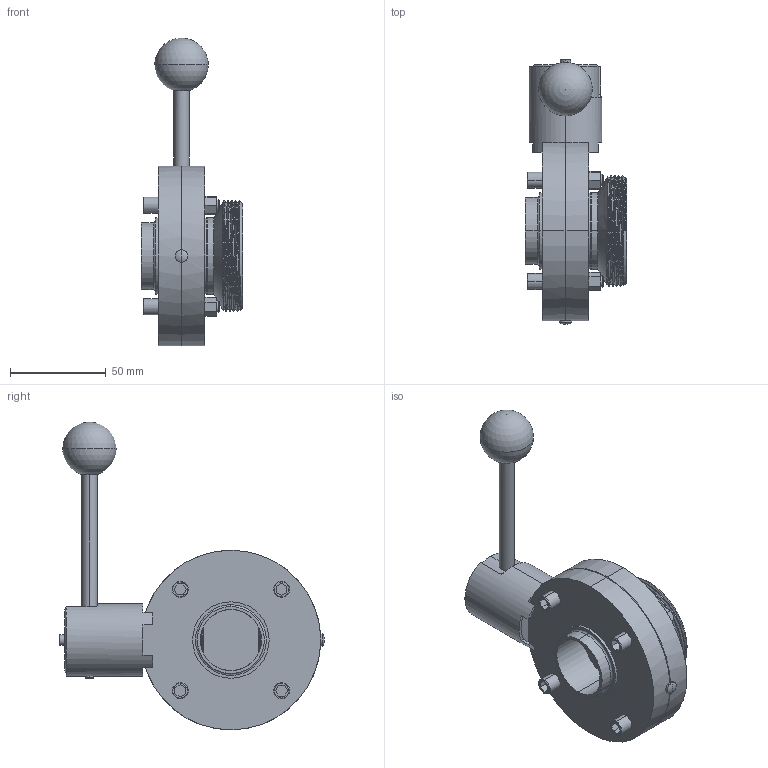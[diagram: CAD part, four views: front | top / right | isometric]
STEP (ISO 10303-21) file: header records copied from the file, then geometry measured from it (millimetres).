
FILE_DESCRIPTION (( 'STEP AP203' ), '1' );
FILE_NAME ('3D-M4302_DN32_174451310.STEP', '2024-09-18T10:57:51', ( '' ), ( '' ), 'SwSTEP 2.0', 'SolidWorks 2024', '' );
FILE_SCHEMA (( 'CONFIG_CONTROL_DESIGN' ));
Length unit declared in the file: millimetre
Products named in the file (1): 3D-M4302_DN32_174451310
Bounding box: 53 x 138.3 x 161 mm (x, y, z)
Volume: 237995.8 mm3; surface area: 59976.2 mm2
Topology: 5 solids, 5 shells, 243 faces, 592 edges, 378 vertices
Faces by surface type: plane 118, cylinder 79, cone 23, torus 16, sphere 4, bspline 3
Entity records: 8851 total; most frequent: CARTESIAN_POINT 3083, DIRECTION 1199, ORIENTED_EDGE 1166, EDGE_CURVE 583, AXIS2_PLACEMENT_3D 444, VERTEX_POINT 375, LINE 311, VECTOR 311
